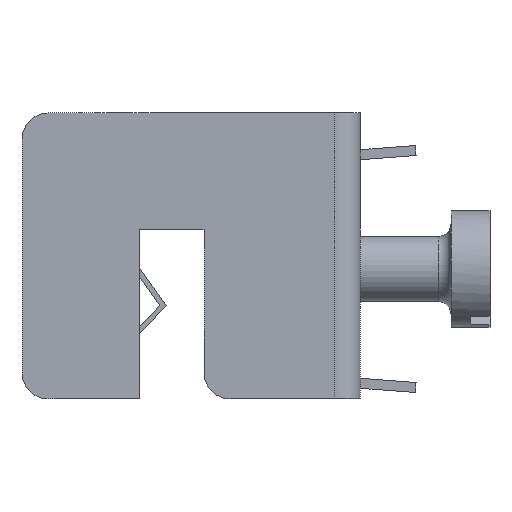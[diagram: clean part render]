
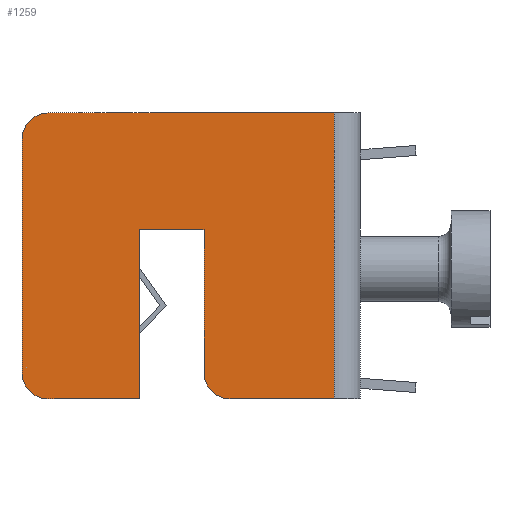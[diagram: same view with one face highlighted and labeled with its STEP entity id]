
A CAD part, left-side view. The second image highlights one B-rep face of the part: STEP entity #1259.
In plain terms, the highlighted face is planar.
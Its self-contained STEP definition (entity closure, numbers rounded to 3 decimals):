
#919=CARTESIAN_POINT('',(13.,10.,12.));
#920=VERTEX_POINT('',#919);
#928=CARTESIAN_POINT('',(13.,2.0,12.));
#929=VERTEX_POINT('',#928);
#930=CARTESIAN_POINT('',(13.,10.,12.));
#931=DIRECTION('',(0.0,-1.0,0.0));
#932=VECTOR('',#931,8.);
#933=LINE('',#930,#932);
#934=EDGE_CURVE('',#920,#929,#933,.T.);
#1055=CARTESIAN_POINT('',(13.,-12.,12.));
#1056=VERTEX_POINT('',#1055);
#1057=CARTESIAN_POINT('',(11.0,-14.,12.));
#1058=VERTEX_POINT('',#1057);
#1059=CARTESIAN_POINT('',(11.,-12.,12.));
#1060=DIRECTION('',(0.0,0.0,-1.0));
#1061=DIRECTION('',(0.707,-0.707,0.0));
#1062=AXIS2_PLACEMENT_3D('',#1059,#1060,#1061);
#1063=CIRCLE('',#1062,2.0);
#1064=EDGE_CURVE('',#1056,#1058,#1063,.T.);
#1089=CARTESIAN_POINT('',(13.,-5.0,12.));
#1090=VERTEX_POINT('',#1089);
#1097=CARTESIAN_POINT('',(13.,-5.0,12.));
#1098=DIRECTION('',(0.0,-1.0,0.0));
#1099=VECTOR('',#1098,7.);
#1100=LINE('',#1097,#1099);
#1101=EDGE_CURVE('',#1090,#1056,#1100,.T.);
#1111=CARTESIAN_POINT('',(-7.,-14.,12.));
#1112=VERTEX_POINT('',#1111);
#1113=CARTESIAN_POINT('',(-9.0,-12.,12.));
#1114=VERTEX_POINT('',#1113);
#1115=CARTESIAN_POINT('',(-7.,-12.,12.));
#1116=DIRECTION('',(0.0,0.0,-1.0));
#1117=DIRECTION('',(-0.707,-0.707,0.0));
#1118=AXIS2_PLACEMENT_3D('',#1115,#1116,#1117);
#1119=CIRCLE('',#1118,2.0);
#1120=EDGE_CURVE('',#1112,#1114,#1119,.T.);
#1144=CARTESIAN_POINT('',(-9.0,10.,12.));
#1145=VERTEX_POINT('',#1144);
#1146=CARTESIAN_POINT('',(-9.0,-12.,12.));
#1147=DIRECTION('',(0.0,1.0,0.0));
#1148=VECTOR('',#1147,22.);
#1149=LINE('',#1146,#1148);
#1150=EDGE_CURVE('',#1114,#1145,#1149,.T.);
#1204=CARTESIAN_POINT('',(2.426,-1.32,12.));
#1205=DIRECTION('',(0.0,0.0,1.0));
#1206=DIRECTION('',(1.0,0.0,0.0));
#1207=AXIS2_PLACEMENT_3D('',#1204,#1205,#1206);
#1208=PLANE('',#1207);
#1209=ORIENTED_EDGE('',*,*,#1064,.F.);
#1210=ORIENTED_EDGE('',*,*,#1101,.F.);
#1211=CARTESIAN_POINT('',(0.0,-5.0,12.));
#1212=VERTEX_POINT('',#1211);
#1213=CARTESIAN_POINT('',(0.0,-5.0,12.));
#1214=DIRECTION('',(1.0,0.0,0.0));
#1215=VECTOR('',#1214,13.);
#1216=LINE('',#1213,#1215);
#1217=EDGE_CURVE('',#1212,#1090,#1216,.T.);
#1218=ORIENTED_EDGE('',*,*,#1217,.F.);
#1219=CARTESIAN_POINT('',(0.0,0.0,12.));
#1220=VERTEX_POINT('',#1219);
#1221=CARTESIAN_POINT('',(0.0,0.0,12.));
#1222=DIRECTION('',(0.0,-1.0,0.0));
#1223=VECTOR('',#1222,5.0);
#1224=LINE('',#1221,#1223);
#1225=EDGE_CURVE('',#1220,#1212,#1224,.T.);
#1226=ORIENTED_EDGE('',*,*,#1225,.F.);
#1227=CARTESIAN_POINT('',(11.,0.0,12.));
#1228=VERTEX_POINT('',#1227);
#1229=CARTESIAN_POINT('',(11.,0.0,12.));
#1230=DIRECTION('',(-1.0,0.0,0.0));
#1231=VECTOR('',#1230,11.);
#1232=LINE('',#1229,#1231);
#1233=EDGE_CURVE('',#1228,#1220,#1232,.T.);
#1234=ORIENTED_EDGE('',*,*,#1233,.F.);
#1235=CARTESIAN_POINT('',(11.,2.0,12.));
#1236=DIRECTION('',(0.0,0.0,-1.0));
#1237=DIRECTION('',(0.707,-0.707,0.0));
#1238=AXIS2_PLACEMENT_3D('',#1235,#1236,#1237);
#1239=CIRCLE('',#1238,2.0);
#1240=EDGE_CURVE('',#929,#1228,#1239,.T.);
#1241=ORIENTED_EDGE('',*,*,#1240,.F.);
#1242=ORIENTED_EDGE('',*,*,#934,.F.);
#1243=CARTESIAN_POINT('',(-9.,10.,12.));
#1244=DIRECTION('',(1.0,0.0,0.0));
#1245=VECTOR('',#1244,22.0);
#1246=LINE('',#1243,#1245);
#1247=EDGE_CURVE('',#1145,#920,#1246,.T.);
#1248=ORIENTED_EDGE('',*,*,#1247,.F.);
#1249=ORIENTED_EDGE('',*,*,#1150,.F.);
#1250=ORIENTED_EDGE('',*,*,#1120,.F.);
#1251=CARTESIAN_POINT('',(11.0,-14.,12.));
#1252=DIRECTION('',(-1.0,0.0,0.0));
#1253=VECTOR('',#1252,18.0);
#1254=LINE('',#1251,#1253);
#1255=EDGE_CURVE('',#1058,#1112,#1254,.T.);
#1256=ORIENTED_EDGE('',*,*,#1255,.F.);
#1257=EDGE_LOOP('',(#1209,#1210,#1218,#1226,#1234,#1241,#1242,#1248,#1249,#1250,#1256));
#1258=FACE_OUTER_BOUND('',#1257,.T.);
#1259=ADVANCED_FACE('',(#1258),#1208,.T.);
